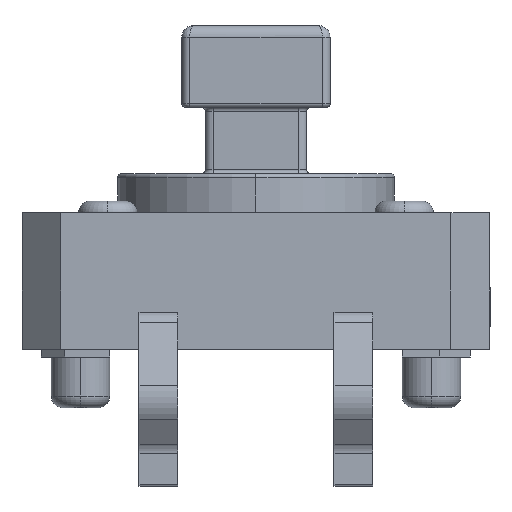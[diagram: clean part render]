
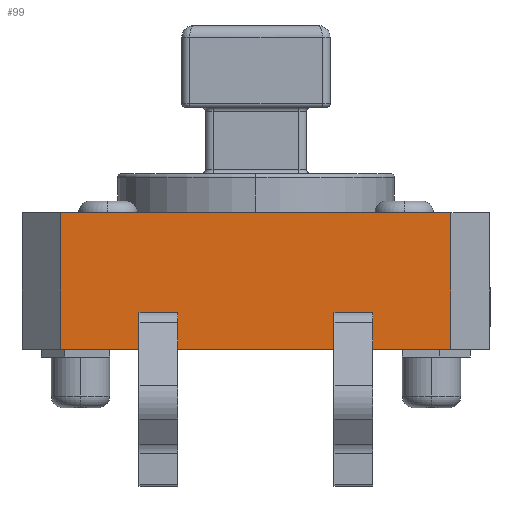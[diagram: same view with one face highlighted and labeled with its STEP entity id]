
A CAD part, left-side view. The second image highlights one B-rep face of the part: STEP entity #99.
In plain terms, the highlighted planar face has unit normal (-1, 0, 0).
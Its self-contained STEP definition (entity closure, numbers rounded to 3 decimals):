
#99 = ADVANCED_FACE ( 'NONE', ( #9511, #17164, #4596 ), #8721, .F. ) ;
#118 = CARTESIAN_POINT ( 'NONE',  ( -6., 5., 0. ) ) ;
#146 = DIRECTION ( 'NONE',  ( 0., 0., -1. ) ) ;
#217 = CARTESIAN_POINT ( 'NONE',  ( -6., 2., 0.95 ) ) ;
#272 = EDGE_CURVE ( 'NONE', #1145, #4923, #1557, .T. ) ;
#299 = ORIENTED_EDGE ( 'NONE', *, *, #304, .F. ) ;
#304 = EDGE_CURVE ( 'NONE', #24651, #19463, #3815, .T. ) ;
#525 = EDGE_CURVE ( 'NONE', #4923, #24651, #23840, .T. ) ;
#1070 = CARTESIAN_POINT ( 'NONE',  ( -6., 5., 3.5 ) ) ;
#1145 = VERTEX_POINT ( 'NONE', #13539 ) ;
#1332 = CARTESIAN_POINT ( 'NONE',  ( -6., 3., 0.95 ) ) ;
#1557 = LINE ( 'NONE', #7337, #13836 ) ;
#2214 = LINE ( 'NONE', #21363, #11907 ) ;
#2971 = CARTESIAN_POINT ( 'NONE',  ( -6., 3., 0.95 ) ) ;
#3173 = ORIENTED_EDGE ( 'NONE', *, *, #16253, .T. ) ;
#3466 = DIRECTION ( 'NONE',  ( 0., -1., 0. ) ) ;
#3472 = ORIENTED_EDGE ( 'NONE', *, *, #272, .F. ) ;
#3815 = LINE ( 'NONE', #11884, #6997 ) ;
#3962 = LINE ( 'NONE', #9513, #6690 ) ;
#4172 = EDGE_CURVE ( 'NONE', #18766, #5300, #9278, .T. ) ;
#4386 = ORIENTED_EDGE ( 'NONE', *, *, #5426, .F. ) ;
#4591 = LINE ( 'NONE', #14162, #24722 ) ;
#4596 = FACE_OUTER_BOUND ( 'NONE', #23948, .T. ) ;
#4707 = DIRECTION ( 'NONE',  ( 0., 1., 0. ) ) ;
#4862 = ORIENTED_EDGE ( 'NONE', *, *, #10774, .F. ) ;
#4923 = VERTEX_POINT ( 'NONE', #15369 ) ;
#5110 = EDGE_CURVE ( 'NONE', #8118, #8109, #15586, .T. ) ;
#5142 = DIRECTION ( 'NONE',  ( 0., -1., 0. ) ) ;
#5256 = LINE ( 'NONE', #22391, #8130 ) ;
#5300 = VERTEX_POINT ( 'NONE', #16424 ) ;
#5394 = VECTOR ( 'NONE', #4707, 1000. ) ;
#5416 = EDGE_CURVE ( 'NONE', #19463, #1145, #3962, .T. ) ;
#5426 = EDGE_CURVE ( 'NONE', #11770, #18766, #2214, .T. ) ;
#5570 = ORIENTED_EDGE ( 'NONE', *, *, #5416, .F. ) ;
#6612 = DIRECTION ( 'NONE',  ( 0., 0., -1. ) ) ;
#6690 = VECTOR ( 'NONE', #19110, 1000. ) ;
#6928 = CARTESIAN_POINT ( 'NONE',  ( -6., 2., 0.95 ) ) ;
#6997 = VECTOR ( 'NONE', #146, 1000. ) ;
#7276 = CARTESIAN_POINT ( 'NONE',  ( -6., -2., 0.95 ) ) ;
#7303 = DIRECTION ( 'NONE',  ( 0., 0., -1. ) ) ;
#7337 = CARTESIAN_POINT ( 'NONE',  ( -6., -3., 0.95 ) ) ;
#7468 = VECTOR ( 'NONE', #7772, 1000. ) ;
#7772 = DIRECTION ( 'NONE',  ( 0., 0., 1. ) ) ;
#8109 = VERTEX_POINT ( 'NONE', #6928 ) ;
#8118 = VERTEX_POINT ( 'NONE', #18114 ) ;
#8130 = VECTOR ( 'NONE', #5142, 1000. ) ;
#8721 = PLANE ( 'NONE',  #11789 ) ;
#9278 = LINE ( 'NONE', #12092, #23077 ) ;
#9307 = ORIENTED_EDGE ( 'NONE', *, *, #5110, .F. ) ;
#9511 = FACE_BOUND ( 'NONE', #16156, .T. ) ;
#9513 = CARTESIAN_POINT ( 'NONE',  ( -6., -2., 0.65 ) ) ;
#10279 = CARTESIAN_POINT ( 'NONE',  ( -6., -5., 3.5 ) ) ;
#10577 = EDGE_CURVE ( 'NONE', #8109, #21559, #14695, .T. ) ;
#10774 = EDGE_CURVE ( 'NONE', #21559, #24956, #4591, .T. ) ;
#10906 = LINE ( 'NONE', #14935, #14230 ) ;
#11770 = VERTEX_POINT ( 'NONE', #1070 ) ;
#11772 = ORIENTED_EDGE ( 'NONE', *, *, #525, .F. ) ;
#11789 = AXIS2_PLACEMENT_3D ( 'NONE', #16392, #21838, #6612 ) ;
#11884 = CARTESIAN_POINT ( 'NONE',  ( -6., -2., 0.95 ) ) ;
#11907 = VECTOR ( 'NONE', #17167, 1000. ) ;
#12092 = CARTESIAN_POINT ( 'NONE',  ( -6., -5., 3.5 ) ) ;
#13499 = ORIENTED_EDGE ( 'NONE', *, *, #13681, .T. ) ;
#13539 = CARTESIAN_POINT ( 'NONE',  ( -6., -3., 0.65 ) ) ;
#13681 = EDGE_CURVE ( 'NONE', #11770, #20517, #19153, .T. ) ;
#13836 = VECTOR ( 'NONE', #15036, 1000. ) ;
#14162 = CARTESIAN_POINT ( 'NONE',  ( -6., 3., 0.95 ) ) ;
#14230 = VECTOR ( 'NONE', #3466, 1000. ) ;
#14695 = LINE ( 'NONE', #2971, #19878 ) ;
#14935 = CARTESIAN_POINT ( 'NONE',  ( -6., 3., 0.65 ) ) ;
#15036 = DIRECTION ( 'NONE',  ( 0., 0., 1. ) ) ;
#15369 = CARTESIAN_POINT ( 'NONE',  ( -6., -3., 0.95 ) ) ;
#15414 = CARTESIAN_POINT ( 'NONE',  ( -6., 3., 0.65 ) ) ;
#15586 = LINE ( 'NONE', #217, #7468 ) ;
#16156 = EDGE_LOOP ( 'NONE', ( #3472, #5570, #299, #11772 ) ) ;
#16253 = EDGE_CURVE ( 'NONE', #20517, #5300, #5256, .T. ) ;
#16392 = CARTESIAN_POINT ( 'NONE',  ( -6., -5., 3.5 ) ) ;
#16424 = CARTESIAN_POINT ( 'NONE',  ( -6., -5., 0. ) ) ;
#17164 = FACE_BOUND ( 'NONE', #20224, .T. ) ;
#17167 = DIRECTION ( 'NONE',  ( 0., -1., 0. ) ) ;
#17883 = VECTOR ( 'NONE', #7303, 1000. ) ;
#18096 = DIRECTION ( 'NONE',  ( 0., 0., -1. ) ) ;
#18114 = CARTESIAN_POINT ( 'NONE',  ( -6., 2., 0.65 ) ) ;
#18766 = VERTEX_POINT ( 'NONE', #10279 ) ;
#18988 = CARTESIAN_POINT ( 'NONE',  ( -6., -2., 0.65 ) ) ;
#19110 = DIRECTION ( 'NONE',  ( 0., -1., 0. ) ) ;
#19153 = LINE ( 'NONE', #22946, #17883 ) ;
#19463 = VERTEX_POINT ( 'NONE', #18988 ) ;
#19878 = VECTOR ( 'NONE', #22113, 1000. ) ;
#20196 = DIRECTION ( 'NONE',  ( 0., 0., -1. ) ) ;
#20224 = EDGE_LOOP ( 'NONE', ( #9307, #23012, #4862, #21920 ) ) ;
#20517 = VERTEX_POINT ( 'NONE', #118 ) ;
#21363 = CARTESIAN_POINT ( 'NONE',  ( -6., -5., 3.5 ) ) ;
#21559 = VERTEX_POINT ( 'NONE', #1332 ) ;
#21838 = DIRECTION ( 'NONE',  ( 1., 0., 0. ) ) ;
#21920 = ORIENTED_EDGE ( 'NONE', *, *, #10577, .F. ) ;
#21946 = CARTESIAN_POINT ( 'NONE',  ( -6., -2., 0.95 ) ) ;
#22113 = DIRECTION ( 'NONE',  ( 0., 1., 0. ) ) ;
#22391 = CARTESIAN_POINT ( 'NONE',  ( -6., -5., 0. ) ) ;
#22946 = CARTESIAN_POINT ( 'NONE',  ( -6., 5., 3.5 ) ) ;
#23012 = ORIENTED_EDGE ( 'NONE', *, *, #24909, .F. ) ;
#23077 = VECTOR ( 'NONE', #18096, 1000. ) ;
#23840 = LINE ( 'NONE', #21946, #5394 ) ;
#23948 = EDGE_LOOP ( 'NONE', ( #3173, #24120, #4386, #13499 ) ) ;
#24120 = ORIENTED_EDGE ( 'NONE', *, *, #4172, .F. ) ;
#24651 = VERTEX_POINT ( 'NONE', #7276 ) ;
#24722 = VECTOR ( 'NONE', #20196, 1000. ) ;
#24909 = EDGE_CURVE ( 'NONE', #24956, #8118, #10906, .T. ) ;
#24956 = VERTEX_POINT ( 'NONE', #15414 ) ;
